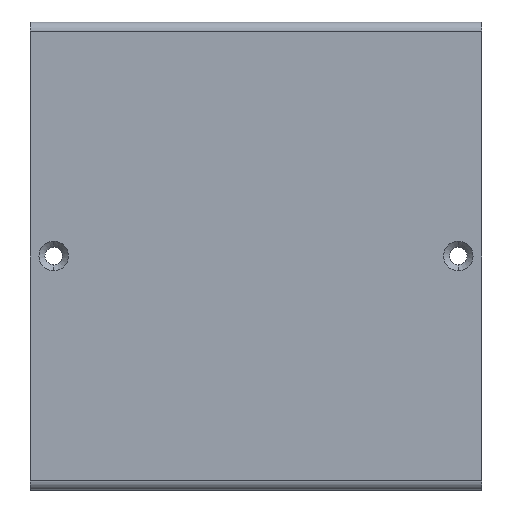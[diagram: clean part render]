
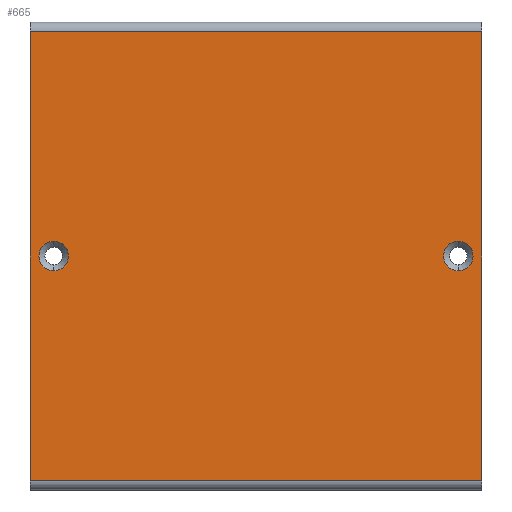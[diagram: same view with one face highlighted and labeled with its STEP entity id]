
A CAD part, left-side view. The second image highlights one B-rep face of the part: STEP entity #665.
In plain terms, the highlighted planar face has unit normal (-1, 0, 0).
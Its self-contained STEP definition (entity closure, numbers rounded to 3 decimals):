
#8 = CIRCLE ( 'NONE', #1262, 3.15 ) ;
#14 = AXIS2_PLACEMENT_3D ( 'NONE', #760, #1185, #135 ) ;
#21 = ORIENTED_EDGE ( 'NONE', *, *, #1106, .F. ) ;
#37 = EDGE_CURVE ( 'NONE', #1081, #310, #902, .T. ) ;
#40 = CARTESIAN_POINT ( 'NONE',  ( -50., 0., -47.968 ) ) ;
#41 = ORIENTED_EDGE ( 'NONE', *, *, #676, .F. ) ;
#81 = CARTESIAN_POINT ( 'NONE',  ( -50., 5., 0. ) ) ;
#91 = DIRECTION ( 'NONE',  ( 0., 1., 0. ) ) ;
#93 = DIRECTION ( 'NONE',  ( 0., -1., 0. ) ) ;
#104 = FACE_BOUND ( 'NONE', #791, .T. ) ;
#106 = EDGE_LOOP ( 'NONE', ( #127, #1173, #474, #203 ) ) ;
#109 = CIRCLE ( 'NONE', #739, 3.15 ) ;
#123 = ORIENTED_EDGE ( 'NONE', *, *, #755, .F. ) ;
#127 = ORIENTED_EDGE ( 'NONE', *, *, #693, .F. ) ;
#130 = PLANE ( 'NONE',  #552 ) ;
#135 = DIRECTION ( 'NONE',  ( 0., 0., 1. ) ) ;
#136 = DIRECTION ( 'NONE',  ( 0., 0., 1. ) ) ;
#158 = CARTESIAN_POINT ( 'NONE',  ( -50., 91.456, 3.15 ) ) ;
#203 = ORIENTED_EDGE ( 'NONE', *, *, #514, .T. ) ;
#225 = EDGE_LOOP ( 'NONE', ( #1211, #21 ) ) ;
#254 = DIRECTION ( 'NONE',  ( -1., 0., 0. ) ) ;
#286 = LINE ( 'NONE', #611, #614 ) ;
#298 = EDGE_CURVE ( 'NONE', #310, #1182, #967, .T. ) ;
#310 = VERTEX_POINT ( 'NONE', #40 ) ;
#311 = CIRCLE ( 'NONE', #14, 3.15 ) ;
#323 = DIRECTION ( 'NONE',  ( -1., 0., 0. ) ) ;
#325 = CARTESIAN_POINT ( 'NONE',  ( -50., 5., 3.15 ) ) ;
#358 = DIRECTION ( 'NONE',  ( -1., 0., 0. ) ) ;
#438 = CARTESIAN_POINT ( 'NONE',  ( -50., 91.456, -3.15 ) ) ;
#448 = DIRECTION ( 'NONE',  ( 1., 0., 0. ) ) ;
#454 = DIRECTION ( 'NONE',  ( 0., 0., 1. ) ) ;
#474 = ORIENTED_EDGE ( 'NONE', *, *, #298, .T. ) ;
#486 = CARTESIAN_POINT ( 'NONE',  ( -50., 96.456, -47.968 ) ) ;
#496 = VECTOR ( 'NONE', #136, 1000. ) ;
#514 = EDGE_CURVE ( 'NONE', #1182, #683, #286, .T. ) ;
#531 = CARTESIAN_POINT ( 'NONE',  ( -50., 96.456, 50. ) ) ;
#539 = FACE_OUTER_BOUND ( 'NONE', #106, .T. ) ;
#552 = AXIS2_PLACEMENT_3D ( 'NONE', #531, #448, #1293 ) ;
#589 = AXIS2_PLACEMENT_3D ( 'NONE', #81, #254, #684 ) ;
#611 = CARTESIAN_POINT ( 'NONE',  ( -50., 96.456, 47.968 ) ) ;
#614 = VECTOR ( 'NONE', #91, 1000. ) ;
#665 = ADVANCED_FACE ( 'NONE', ( #724, #104, #539 ), #130, .F. ) ;
#676 = EDGE_CURVE ( 'NONE', #735, #879, #8, .T. ) ;
#678 = CARTESIAN_POINT ( 'NONE',  ( -50., 0., 47.968 ) ) ;
#683 = VERTEX_POINT ( 'NONE', #864 ) ;
#684 = DIRECTION ( 'NONE',  ( 0., 0., 1. ) ) ;
#693 = EDGE_CURVE ( 'NONE', #1081, #683, #979, .T. ) ;
#724 = FACE_BOUND ( 'NONE', #225, .T. ) ;
#735 = VERTEX_POINT ( 'NONE', #438 ) ;
#739 = AXIS2_PLACEMENT_3D ( 'NONE', #1309, #358, #1120 ) ;
#755 = EDGE_CURVE ( 'NONE', #879, #735, #311, .T. ) ;
#760 = CARTESIAN_POINT ( 'NONE',  ( -50., 91.456, 0. ) ) ;
#772 = VECTOR ( 'NONE', #1174, 1000. ) ;
#791 = EDGE_LOOP ( 'NONE', ( #123, #41 ) ) ;
#864 = CARTESIAN_POINT ( 'NONE',  ( -50., 96.456, 47.968 ) ) ;
#869 = CARTESIAN_POINT ( 'NONE',  ( -50., 96.456, 50. ) ) ;
#877 = EDGE_CURVE ( 'NONE', #1125, #1156, #1095, .T. ) ;
#879 = VERTEX_POINT ( 'NONE', #158 ) ;
#902 = LINE ( 'NONE', #1326, #1097 ) ;
#967 = LINE ( 'NONE', #1192, #496 ) ;
#979 = LINE ( 'NONE', #869, #772 ) ;
#1065 = CARTESIAN_POINT ( 'NONE',  ( -50., 91.456, 0. ) ) ;
#1081 = VERTEX_POINT ( 'NONE', #486 ) ;
#1095 = CIRCLE ( 'NONE', #589, 3.15 ) ;
#1097 = VECTOR ( 'NONE', #93, 1000. ) ;
#1106 = EDGE_CURVE ( 'NONE', #1156, #1125, #109, .T. ) ;
#1120 = DIRECTION ( 'NONE',  ( 0., 0., 1. ) ) ;
#1125 = VERTEX_POINT ( 'NONE', #325 ) ;
#1156 = VERTEX_POINT ( 'NONE', #1208 ) ;
#1173 = ORIENTED_EDGE ( 'NONE', *, *, #37, .T. ) ;
#1174 = DIRECTION ( 'NONE',  ( 0., 0., 1. ) ) ;
#1182 = VERTEX_POINT ( 'NONE', #678 ) ;
#1185 = DIRECTION ( 'NONE',  ( -1., 0., 0. ) ) ;
#1192 = CARTESIAN_POINT ( 'NONE',  ( -50., 0., 50. ) ) ;
#1208 = CARTESIAN_POINT ( 'NONE',  ( -50., 5., -3.15 ) ) ;
#1211 = ORIENTED_EDGE ( 'NONE', *, *, #877, .F. ) ;
#1262 = AXIS2_PLACEMENT_3D ( 'NONE', #1065, #323, #454 ) ;
#1293 = DIRECTION ( 'NONE',  ( 0., 0., -1. ) ) ;
#1309 = CARTESIAN_POINT ( 'NONE',  ( -50., 5., 0. ) ) ;
#1326 = CARTESIAN_POINT ( 'NONE',  ( -50., 96.456, -47.968 ) ) ;
